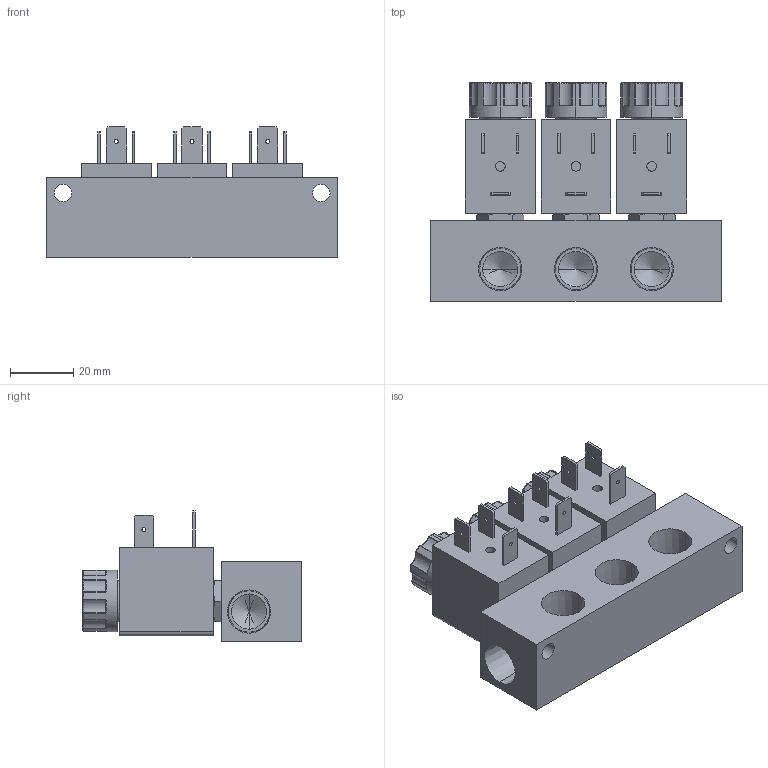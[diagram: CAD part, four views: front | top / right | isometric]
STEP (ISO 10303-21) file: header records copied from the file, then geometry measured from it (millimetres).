
FILE_DESCRIPTION (( 'STEP AP203' ), '1' );
FILE_NAME ('SC931YN02VBBA5.step', '2023-12-20T17:03:59', ( '' ), ( '' ), 'SwSTEP 2.0', 'SolidWorks 2023', '' );
FILE_SCHEMA (( 'CONFIG_CONTROL_DESIGN' ));
Length unit declared in the file: inch
Products named in the file (1): SC931YN02VBBA5
Bounding box: 92 x 69.23 x 41.33 mm (x, y, z)
Volume: 114834.3 mm3; surface area: 30845.6 mm2
Topology: 1 solids, 1 shells, 657 faces, 1550 edges, 853 vertices
Faces by surface type: bspline 339, plane 146, cylinder 140, cone 32
Entity records: 22948 total; most frequent: CARTESIAN_POINT 9927, ORIENTED_EDGE 2948, DIRECTION 2415, EDGE_CURVE 1474, AXIS2_PLACEMENT_3D 985, VERTEX_POINT 853, EDGE_LOOP 713, CIRCLE 666
